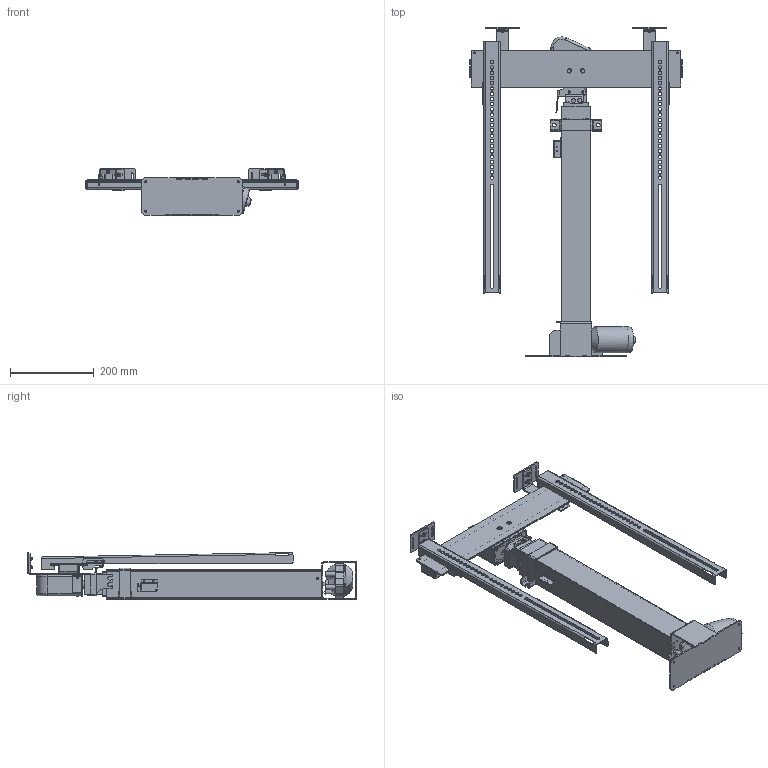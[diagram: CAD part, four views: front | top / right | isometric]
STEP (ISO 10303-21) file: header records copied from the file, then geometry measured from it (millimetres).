
FILE_DESCRIPTION((''),'2;1');
FILE_NAME('RL1.00.00 PODNOŚNIK RL1_Model uproszczony.stp','2021-07-13T11:23:38',('m.krzysiek'),(''),'Autodesk Inventor 2011','Autodesk Inventor 2011','');
FILE_SCHEMA(('CONFIG_CONTROL_DESIGN'));
Length unit declared in the file: millimetre
Products named in the file (42): E1.00.00; E1.01.00 Moduł napędu_Model uproszczony_ROTACJA; KE.09.00 Zespł podstawy K_Model uproszczony; KE.09.01 Moduł podstawy; KE.09.01.01 Płytka silnika; PK.09.01.02 Podstawa; KE.09.01.03 Uchwyt sztycy pionowej; SILNIK 107.692_FCEE; PK.03.00 Oslona krancowki; K1.01.02 Zespół teleskopu K1_uproszczony_ROTACJA; K1.01.02.01 Profil zewnętrzny; K1.01.02.02 Profil pośredni; RL1.01.01.01Profil wewnętrzny_Rotolift; Głowica rotacyjna_V10_uproszczony; Korpus dolny; Osłona dolna; Zaczep TV; ISO 7380 M3 x 6; ISO 10642 M3 x  8; Zespół napędowy; Wkładka nośna rotacyjna; WAŁ; Kolo rotacji_V3; Osłona_tworzywo_1,5; RL1.02.00 Uchwyt telewizora _RL1; RL1.02.01 Moduł belki nośnej_K1_ROT; Belka pozioma_ROTOLIFT_K1; K1.02.01.02 Nakładka belki; PK.01.01 Tulejka belki; K1.02.02 Belka pionowa; PK.01.03 Blokada zawiesia; ISO 7380 M4 x 8; PK.02.00 Uchwyt teleskopu; PK.02.01 Uchwyt teleskopu_blacha; PK.02.02 Nakładka filcowa; Uchwyt kabli_1; Uchwyt klapy k_rot; Uchwyt klapy 2 zlozenie; Uchwyt klapy k_rot2; FH-M00-00-ST Stal cynkowana-M4x0.7-12 ...
Assembly tree (62 placements, depth 5):
  E1.00.00
    E1.01.00 Moduł napędu_Model uproszczony_ROTACJA
      KE.09.00 Zespł podstawy K_Model uproszczony
        KE.09.01 Moduł podstawy
          KE.09.01.01 Płytka silnika
          PK.09.01.02 Podstawa
          KE.09.01.03 Uchwyt sztycy pionowej
        SILNIK 107.692_FCEE
      PK.03.00 Oslona krancowki
      K1.01.02 Zespół teleskopu K1_uproszczony_ROTACJA
        K1.01.02.01 Profil zewnętrzny
        K1.01.02.02 Profil pośredni
        RL1.01.01.01Profil wewnętrzny_Rotolift
      Głowica rotacyjna_V10_uproszczony
        Korpus dolny
        Osłona dolna
        Zaczep TV
        ISO 7380 M3 x 6  x4
        ISO 10642 M3 x  8  x4
        Zespół napędowy
          Wkładka nośna rotacyjna
          WAŁ
          Kolo rotacji_V3
        Osłona_tworzywo_1,5
    RL1.02.00 Uchwyt telewizora _RL1
      RL1.02.01 Moduł belki nośnej_K1_ROT
        Belka pozioma_ROTOLIFT_K1
        K1.02.01.02 Nakładka belki
        PK.01.01 Tulejka belki  x2
      K1.02.02 Belka pionowa  x2
      PK.01.03 Blokada zawiesia  x2
      ISO 7380 M4 x 8  x4
    PK.02.00 Uchwyt teleskopu
      PK.02.01 Uchwyt teleskopu_blacha
      PK.02.02 Nakładka filcowa
    Uchwyt kabli_1
    Uchwyt klapy k_rot  x2
    Uchwyt klapy 2 zlozenie  x2
      Uchwyt klapy k_rot2
      FH-M00-00-ST Stal cynkowana-M4x0.7-12
    ISO 7089 4 - 140 HV  x4
    ISO 4032 M4  x4
Bounding box: 507.6 x 784 x 111.92 mm (x, y, z)
Volume: 1996251.7 mm3; surface area: 1458015.1 mm2
Topology: 54 solids, 54 shells, 2007 faces, 5202 edges, 3302 vertices
Faces by surface type: plane 1142, cylinder 669, cone 109, bspline 61, torus 26
Full cylindrical faces by diameter (mm): 1.567 x2, 2.459 x10, 2.5 x3, 3 x9, 3.2 x2, 3.242 x12, 3.5 x4, 3.6 x4, 3.8 x1, 4 x12, 4.1 x12, 4.134 x6, 4.2 x2, 4.3 x4, 4.5 x6, 4.917 x4, 5 x4, 5.2 x6, 5.5 x8, 5.54 x4, 5.7 x4, 6 x7, 6.3 x1, 7 x2, 7.5 x6, 7.6 x4, 8 x2, 8.5 x46, 9 x4, 10 x7
Entity records: 53192 total; most frequent: CARTESIAN_POINT 16353, DIRECTION 7481, ORIENTED_EDGE 7084, EDGE_CURVE 3542, AXIS2_PLACEMENT_3D 2612, VERTEX_POINT 2379, VECTOR 2257, LINE 2257
